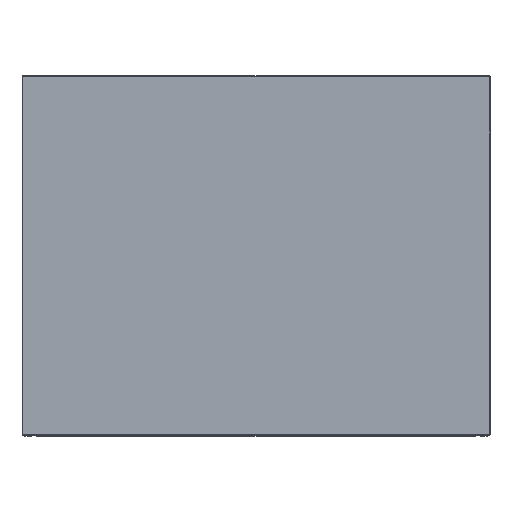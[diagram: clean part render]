
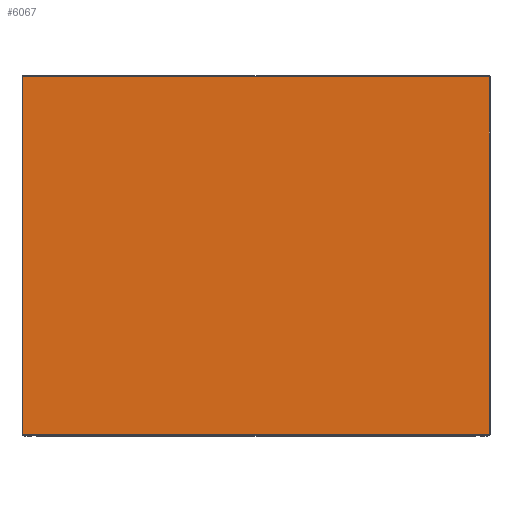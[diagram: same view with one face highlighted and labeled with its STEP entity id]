
A CAD part, top view. The second image highlights one B-rep face of the part: STEP entity #6067.
In plain terms, the highlighted planar face has unit normal (0, 0, 1).
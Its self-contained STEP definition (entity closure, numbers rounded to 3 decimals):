
#5822=CARTESIAN_POINT('',(-322.535,5486.421,1538.0));
#5823=VERTEX_POINT('',#5822);
#5824=CARTESIAN_POINT('',(-322.535,5139.684,1538.0));
#5825=VERTEX_POINT('',#5824);
#5826=CARTESIAN_POINT('',(-322.535,5486.421,1538.0));
#5827=DIRECTION('',(0.0,-1.0,0.0));
#5828=VECTOR('',#5827,346.737);
#5829=LINE('',#5826,#5828);
#5830=EDGE_CURVE('',#5823,#5825,#5829,.T.);
#5853=CARTESIAN_POINT('',(-322.866,5139.353,1538.0));
#5854=VERTEX_POINT('',#5853);
#5855=CARTESIAN_POINT('',(-322.535,5139.684,1538.0));
#5856=DIRECTION('',(-0.707,-0.707,0.0));
#5857=VECTOR('',#5856,0.469);
#5858=LINE('',#5855,#5857);
#5859=EDGE_CURVE('',#5825,#5854,#5858,.T.);
#5877=CARTESIAN_POINT('',(-774.603,5139.353,1538.0));
#5878=VERTEX_POINT('',#5877);
#5879=CARTESIAN_POINT('',(-322.866,5139.353,1538.0));
#5880=DIRECTION('',(-1.0,0.0,0.0));
#5881=VECTOR('',#5880,451.737);
#5882=LINE('',#5879,#5881);
#5883=EDGE_CURVE('',#5854,#5878,#5882,.T.);
#5917=CARTESIAN_POINT('',(-774.935,5139.684,1538.0));
#5918=VERTEX_POINT('',#5917);
#5919=CARTESIAN_POINT('',(-774.603,5139.353,1538.0));
#5920=DIRECTION('',(-0.707,0.707,0.0));
#5921=VECTOR('',#5920,0.469);
#5922=LINE('',#5919,#5921);
#5923=EDGE_CURVE('',#5878,#5918,#5922,.T.);
#5948=CARTESIAN_POINT('',(-774.935,5486.421,1538.0));
#5949=VERTEX_POINT('',#5948);
#5950=CARTESIAN_POINT('',(-774.935,5139.684,1538.0));
#5951=DIRECTION('',(0.0,1.0,0.0));
#5952=VECTOR('',#5951,346.737);
#5953=LINE('',#5950,#5952);
#5954=EDGE_CURVE('',#5918,#5949,#5953,.T.);
#5977=CARTESIAN_POINT('',(-774.603,5486.753,1538.0));
#5978=VERTEX_POINT('',#5977);
#5979=CARTESIAN_POINT('',(-774.935,5486.421,1538.0));
#5980=DIRECTION('',(0.707,0.707,0.0));
#5981=VECTOR('',#5980,0.469);
#5982=LINE('',#5979,#5981);
#5983=EDGE_CURVE('',#5949,#5978,#5982,.T.);
#6001=CARTESIAN_POINT('',(-322.866,5486.753,1538.0));
#6002=VERTEX_POINT('',#6001);
#6003=CARTESIAN_POINT('',(-774.603,5486.753,1538.0));
#6004=DIRECTION('',(1.0,0.0,0.0));
#6005=VECTOR('',#6004,451.737);
#6006=LINE('',#6003,#6005);
#6007=EDGE_CURVE('',#5978,#6002,#6006,.T.);
#6025=CARTESIAN_POINT('',(-322.866,5486.753,1538.0));
#6026=DIRECTION('',(0.707,-0.707,0.0));
#6027=VECTOR('',#6026,0.469);
#6028=LINE('',#6025,#6027);
#6029=EDGE_CURVE('',#6002,#5823,#6028,.T.);
#6052=CARTESIAN_POINT('',(-548.735,5139.352,1538.0));
#6053=DIRECTION('',(0.0,0.0,1.0));
#6054=DIRECTION('',(1.0,0.0,0.0));
#6055=AXIS2_PLACEMENT_3D('',#6052,#6053,#6054);
#6056=PLANE('',#6055);
#6057=ORIENTED_EDGE('',*,*,#5830,.F.);
#6058=ORIENTED_EDGE('',*,*,#6029,.F.);
#6059=ORIENTED_EDGE('',*,*,#6007,.F.);
#6060=ORIENTED_EDGE('',*,*,#5983,.F.);
#6061=ORIENTED_EDGE('',*,*,#5954,.F.);
#6062=ORIENTED_EDGE('',*,*,#5923,.F.);
#6063=ORIENTED_EDGE('',*,*,#5883,.F.);
#6064=ORIENTED_EDGE('',*,*,#5859,.F.);
#6065=EDGE_LOOP('',(#6057,#6058,#6059,#6060,#6061,#6062,#6063,#6064));
#6066=FACE_OUTER_BOUND('',#6065,.T.);
#6067=ADVANCED_FACE('',(#6066),#6056,.T.);
